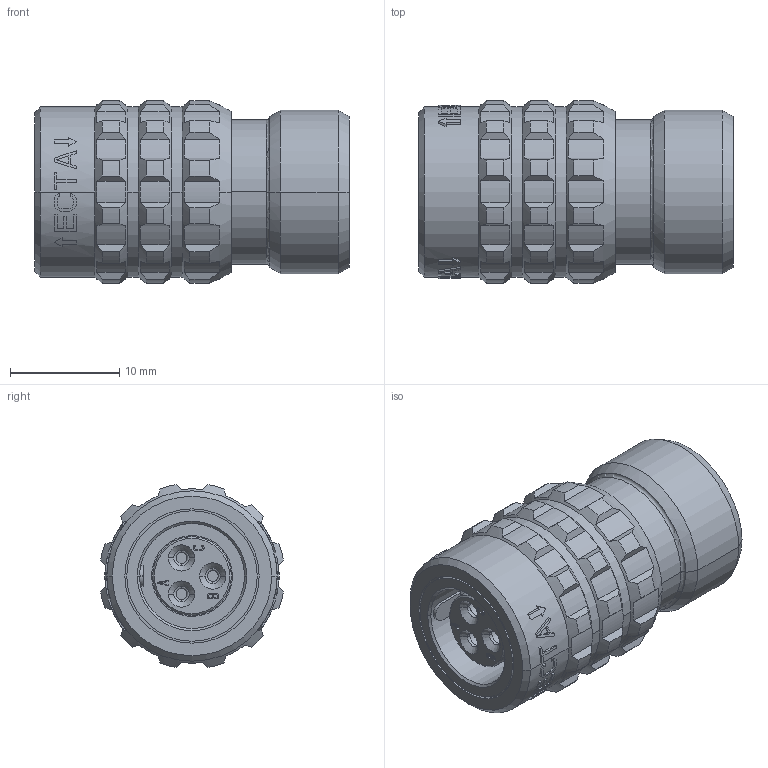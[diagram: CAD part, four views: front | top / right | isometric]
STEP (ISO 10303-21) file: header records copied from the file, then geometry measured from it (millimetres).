
FILE_DESCRIPTION((''),'2;1');
FILE_NAME('1332M003FS','2024-07-24T13:04:43',('paultorloting'),('NET AG system integration'),'CREO PARAMETRIC BY PTC INC, 2021404','CREO PARAMETRIC BY PTC INC, 2021404','');
FILE_SCHEMA(('AUTOMOTIVE_DESIGN { 1 0 10303 214 1 1 1 1 }'));
Length unit declared in the file: millimetre
Products named in the file (1): 1332M003FS
Bounding box: 28.8 x 16.75 x 16.75 mm (x, y, z)
Volume: 3471.6 mm3; surface area: 5217.6 mm2
Topology: 1 solids, 2 shells, 973 faces, 2605 edges, 1690 vertices
Faces by surface type: plane 579, cylinder 248, cone 61, torus 53, bspline 24, sphere 8
Entity records: 45097 total; most frequent: CARTESIAN_POINT 14130, ORIENTED_EDGE 5194, DIRECTION 4841, EDGE_CURVE 2597, AXIS2_PLACEMENT_3D 1747, VERTEX_POINT 1690, VECTOR 1344, LINE 1344
